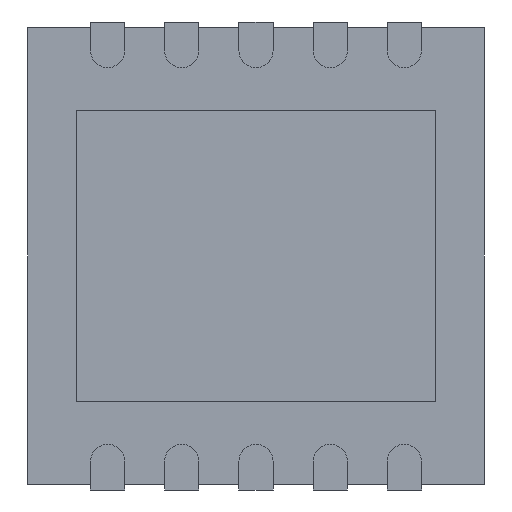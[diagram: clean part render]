
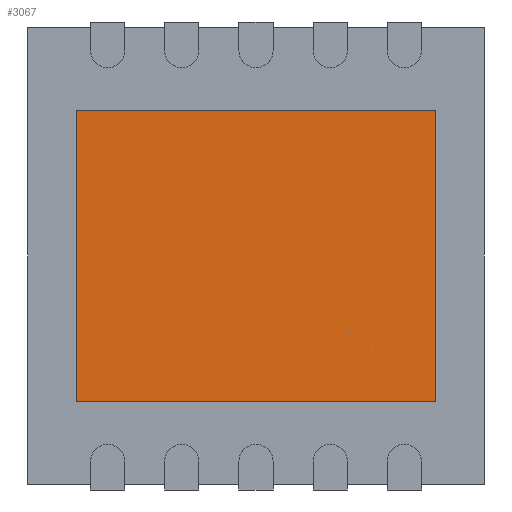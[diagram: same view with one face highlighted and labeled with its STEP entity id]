
A CAD part, front view. The second image highlights one B-rep face of the part: STEP entity #3067.
In plain terms, the highlighted planar face has unit normal (0, -1, 0).
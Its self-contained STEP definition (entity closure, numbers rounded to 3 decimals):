
#2920 = CARTESIAN_POINT ( 'NONE',  ( 1.575, 0., 1.275 ) ) ;
#2921 = VERTEX_POINT ( 'NONE', #2920 ) ;
#2922 = CARTESIAN_POINT ( 'NONE',  ( 1.575, 0., -1.275 ) ) ;
#2923 = VERTEX_POINT ( 'NONE', #2922 ) ;
#2924 = CARTESIAN_POINT ( 'NONE',  ( 1.575, 0., 1.275 ) ) ;
#2925 = DIRECTION ( 'NONE',  ( 0., 0., -1. ) ) ;
#2926 = VECTOR ( 'NONE', #2925, 1000. ) ;
#2927 = LINE ( 'NONE', #2924, #2926 ) ;
#2928 = EDGE_CURVE ( 'NONE', #2921, #2923, #2927, .T. ) ;
#2960 = CARTESIAN_POINT ( 'NONE',  ( -1.575, 0., -1.275 ) ) ;
#2961 = VERTEX_POINT ( 'NONE', #2960 ) ;
#2962 = CARTESIAN_POINT ( 'NONE',  ( -1.575, 0., -1.275 ) ) ;
#2963 = DIRECTION ( 'NONE',  ( -1., 0., 0. ) ) ;
#2964 = VECTOR ( 'NONE', #2963, 1000. ) ;
#2965 = LINE ( 'NONE', #2962, #2964 ) ;
#2966 = EDGE_CURVE ( 'NONE', #2923, #2961, #2965, .T. ) ;
#2991 = CARTESIAN_POINT ( 'NONE',  ( -1.575, 0., 1.275 ) ) ;
#2992 = VERTEX_POINT ( 'NONE', #2991 ) ;
#2993 = CARTESIAN_POINT ( 'NONE',  ( -1.575, 0., 1.275 ) ) ;
#2994 = DIRECTION ( 'NONE',  ( 0., 0., 1. ) ) ;
#2995 = VECTOR ( 'NONE', #2994, 1000. ) ;
#2996 = LINE ( 'NONE', #2993, #2995 ) ;
#2997 = EDGE_CURVE ( 'NONE', #2961, #2992, #2996, .T. ) ;
#3022 = CARTESIAN_POINT ( 'NONE',  ( -1.575, 0., 1.275 ) ) ;
#3023 = DIRECTION ( 'NONE',  ( 1., 0., 0. ) ) ;
#3024 = VECTOR ( 'NONE', #3023, 1000. ) ;
#3025 = LINE ( 'NONE', #3022, #3024 ) ;
#3026 = EDGE_CURVE ( 'NONE', #2992, #2921, #3025, .T. ) ;
#3056 = ORIENTED_EDGE ( 'NONE', *, *, #2928, .F. ) ;
#3057 = ORIENTED_EDGE ( 'NONE', *, *, #3026, .F. ) ;
#3058 = ORIENTED_EDGE ( 'NONE', *, *, #2997, .F. ) ;
#3059 = ORIENTED_EDGE ( 'NONE', *, *, #2966, .F. ) ;
#3060 = EDGE_LOOP ( 'NONE', ( #3056, #3057, #3058, #3059 ) ) ;
#3061 = FACE_OUTER_BOUND ( 'NONE', #3060, .T. ) ;
#3062 = CARTESIAN_POINT ( 'NONE',  ( 0., 0., 0. ) ) ;
#3063 = DIRECTION ( 'NONE',  ( 0., -1., 0. ) ) ;
#3064 = DIRECTION ( 'NONE',  ( 0., 0., -1. ) ) ;
#3065 = AXIS2_PLACEMENT_3D ( 'NONE', #3062, #3063, #3064 ) ;
#3066 = PLANE ( 'NONE', #3065 ) ;
#3067 = ADVANCED_FACE ( 'NONE', ( #3061 ), #3066, .T. ) ;
